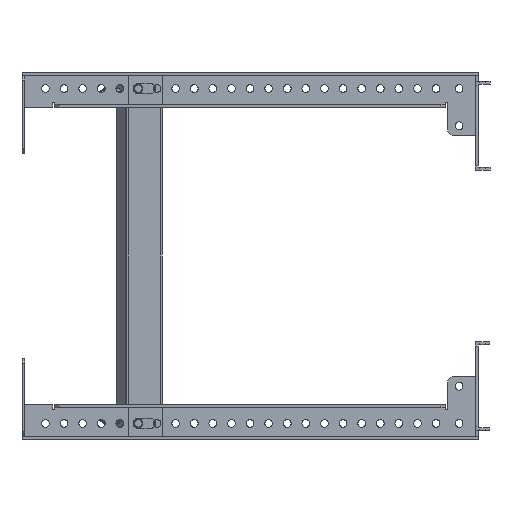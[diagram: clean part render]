
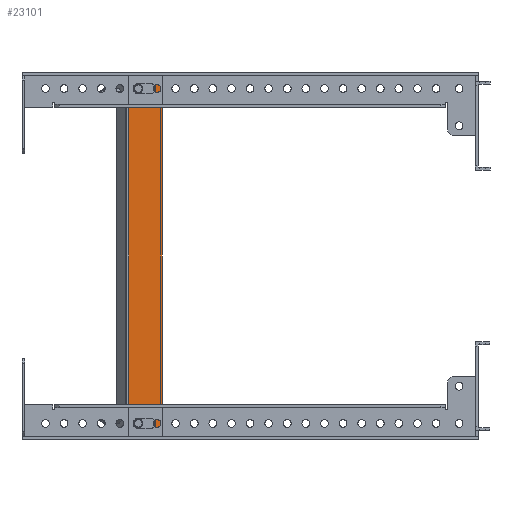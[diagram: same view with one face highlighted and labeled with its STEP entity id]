
A CAD part, front view. The second image highlights one B-rep face of the part: STEP entity #23101.
In plain terms, the highlighted planar face has unit normal (0, -1, 0).
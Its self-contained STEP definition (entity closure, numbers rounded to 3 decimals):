
#67 = CARTESIAN_POINT ( 'NONE',  ( 1120.27, -253.815, -109. ) ) ;
#230 = DIRECTION ( 'NONE',  ( 0., 1., 0. ) ) ;
#821 = CARTESIAN_POINT ( 'NONE',  ( 1112.27, -253.815, -109. ) ) ;
#878 = AXIS2_PLACEMENT_3D ( 'NONE', #28905, #23512, #15417 ) ;
#1103 = CARTESIAN_POINT ( 'NONE',  ( 1112.27, -253.815, 112.5 ) ) ;
#1171 = EDGE_CURVE ( 'NONE', #20648, #30360, #15161, .T. ) ;
#1317 = VECTOR ( 'NONE', #26704, 1000. ) ;
#1770 = CARTESIAN_POINT ( 'NONE',  ( 1105.77, -253.815, 122.5 ) ) ;
#1781 = EDGE_LOOP ( 'NONE', ( #15286, #23674, #16813, #11159, #23315 ) ) ;
#2152 = EDGE_CURVE ( 'NONE', #19520, #20019, #7509, .T. ) ;
#2206 = DIRECTION ( 'NONE',  ( -1., 0., 0. ) ) ;
#2242 = FACE_OUTER_BOUND ( 'NONE', #6726, .T. ) ;
#2681 = DIRECTION ( 'NONE',  ( 1., 0., 0. ) ) ;
#2685 = EDGE_CURVE ( 'NONE', #7202, #9050, #20086, .T. ) ;
#2753 = PLANE ( 'NONE',  #21938 ) ;
#4675 = VERTEX_POINT ( 'NONE', #67 ) ;
#4703 = ORIENTED_EDGE ( 'NONE', *, *, #30960, .T. ) ;
#5075 = LINE ( 'NONE', #18149, #7556 ) ;
#5227 = CARTESIAN_POINT ( 'NONE',  ( 1128.272, -253.815, -125.859 ) ) ;
#5385 = EDGE_CURVE ( 'NONE', #27517, #11421, #5075, .T. ) ;
#5389 = CARTESIAN_POINT ( 'NONE',  ( 1105.77, -253.815, -122.5 ) ) ;
#5391 = DIRECTION ( 'NONE',  ( -1., 0., 0. ) ) ;
#5861 = CARTESIAN_POINT ( 'NONE',  ( 1120.27, -253.815, 116. ) ) ;
#6239 = AXIS2_PLACEMENT_3D ( 'NONE', #23203, #20599, #6862 ) ;
#6726 = EDGE_LOOP ( 'NONE', ( #30635, #33335, #8855, #23267 ) ) ;
#6769 = ORIENTED_EDGE ( 'NONE', *, *, #8260, .T. ) ;
#6862 = DIRECTION ( 'NONE',  ( -1., 0., 0. ) ) ;
#7094 = VERTEX_POINT ( 'NONE', #29706 ) ;
#7157 = EDGE_LOOP ( 'NONE', ( #11111, #20380, #6769, #8907, #4703 ) ) ;
#7202 = VERTEX_POINT ( 'NONE', #30535 ) ;
#7388 = EDGE_CURVE ( 'NONE', #20019, #4675, #33593, .T. ) ;
#7509 = LINE ( 'NONE', #7679, #21365 ) ;
#7524 = VECTOR ( 'NONE', #7812, 1000. ) ;
#7556 = VECTOR ( 'NONE', #15055, 1000. ) ;
#7569 = FACE_BOUND ( 'NONE', #1781, .T. ) ;
#7679 = CARTESIAN_POINT ( 'NONE',  ( 1112.27, -253.815, -116. ) ) ;
#7812 = DIRECTION ( 'NONE',  ( 0., 0., 1. ) ) ;
#8167 = CARTESIAN_POINT ( 'NONE',  ( 1108.77, -253.815, -112.5 ) ) ;
#8260 = EDGE_CURVE ( 'NONE', #9050, #12084, #33762, .T. ) ;
#8855 = ORIENTED_EDGE ( 'NONE', *, *, #5385, .F. ) ;
#8907 = ORIENTED_EDGE ( 'NONE', *, *, #27612, .T. ) ;
#9050 = VERTEX_POINT ( 'NONE', #11662 ) ;
#9173 = DIRECTION ( 'NONE',  ( -1., 0., 0. ) ) ;
#9947 = DIRECTION ( 'NONE',  ( 0., -1., 0. ) ) ;
#9966 = CARTESIAN_POINT ( 'NONE',  ( 1150.737, -253.815, 0. ) ) ;
#10265 = DIRECTION ( 'NONE',  ( 0., 1., 0. ) ) ;
#10685 = CARTESIAN_POINT ( 'NONE',  ( 1105.77, -253.815, 122.5 ) ) ;
#11111 = ORIENTED_EDGE ( 'NONE', *, *, #12782, .T. ) ;
#11159 = ORIENTED_EDGE ( 'NONE', *, *, #26779, .F. ) ;
#11421 = VERTEX_POINT ( 'NONE', #5389 ) ;
#11662 = CARTESIAN_POINT ( 'NONE',  ( 1112.27, -253.815, 116. ) ) ;
#12084 = VERTEX_POINT ( 'NONE', #5861 ) ;
#12659 = CARTESIAN_POINT ( 'NONE',  ( 1112.27, -253.815, 116. ) ) ;
#12782 = EDGE_CURVE ( 'NONE', #7094, #7202, #20279, .T. ) ;
#13257 = DIRECTION ( 'NONE',  ( 1., 0., 0. ) ) ;
#14337 = AXIS2_PLACEMENT_3D ( 'NONE', #21129, #9947, #17857 ) ;
#14445 = DIRECTION ( 'NONE',  ( -1., 0., 0. ) ) ;
#14624 = VERTEX_POINT ( 'NONE', #14954 ) ;
#14954 = CARTESIAN_POINT ( 'NONE',  ( 1120.27, -253.815, 109. ) ) ;
#15055 = DIRECTION ( 'NONE',  ( -1., 0., 0. ) ) ;
#15161 = LINE ( 'NONE', #1770, #18000 ) ;
#15286 = ORIENTED_EDGE ( 'NONE', *, *, #2152, .F. ) ;
#15417 = DIRECTION ( 'NONE',  ( -1., 0., 0. ) ) ;
#16092 = AXIS2_PLACEMENT_3D ( 'NONE', #24178, #230, #5391 ) ;
#16489 = DIRECTION ( 'NONE',  ( -1., 0., 0. ) ) ;
#16514 = LINE ( 'NONE', #32425, #1317 ) ;
#16813 = ORIENTED_EDGE ( 'NONE', *, *, #19595, .F. ) ;
#17857 = DIRECTION ( 'NONE',  ( -1., 0., 0. ) ) ;
#18000 = VECTOR ( 'NONE', #28669, 1000. ) ;
#18062 = FACE_BOUND ( 'NONE', #7157, .T. ) ;
#18149 = CARTESIAN_POINT ( 'NONE',  ( 1150.113, -253.815, -122.5 ) ) ;
#18608 = CARTESIAN_POINT ( 'NONE',  ( 1128.272, -253.815, 122.5 ) ) ;
#19520 = VERTEX_POINT ( 'NONE', #25972 ) ;
#19595 = EDGE_CURVE ( 'NONE', #22435, #24203, #26763, .T. ) ;
#20019 = VERTEX_POINT ( 'NONE', #28997 ) ;
#20086 = CIRCLE ( 'NONE', #21737, 3.5 ) ;
#20279 = CIRCLE ( 'NONE', #26917, 3.5 ) ;
#20380 = ORIENTED_EDGE ( 'NONE', *, *, #2685, .T. ) ;
#20599 = DIRECTION ( 'NONE',  ( 0., -1., 0. ) ) ;
#20648 = VERTEX_POINT ( 'NONE', #10685 ) ;
#21129 = CARTESIAN_POINT ( 'NONE',  ( 1120.27, -253.815, -112.5 ) ) ;
#21242 = EDGE_CURVE ( 'NONE', #24203, #19520, #32710, .T. ) ;
#21365 = VECTOR ( 'NONE', #28585, 1000. ) ;
#21418 = VECTOR ( 'NONE', #2681, 1000. ) ;
#21706 = VECTOR ( 'NONE', #14445, 1000. ) ;
#21737 = AXIS2_PLACEMENT_3D ( 'NONE', #1103, #30089, #9173 ) ;
#21938 = AXIS2_PLACEMENT_3D ( 'NONE', #9966, #31578, #13257 ) ;
#22435 = VERTEX_POINT ( 'NONE', #24317 ) ;
#23101 = ADVANCED_FACE ( 'NONE', ( #2242, #7569, #18062 ), #2753, .F. ) ;
#23203 = CARTESIAN_POINT ( 'NONE',  ( 1112.27, -253.815, -112.5 ) ) ;
#23267 = ORIENTED_EDGE ( 'NONE', *, *, #33786, .T. ) ;
#23315 = ORIENTED_EDGE ( 'NONE', *, *, #7388, .F. ) ;
#23512 = DIRECTION ( 'NONE',  ( 0., -1., 0. ) ) ;
#23674 = ORIENTED_EDGE ( 'NONE', *, *, #21242, .F. ) ;
#24178 = CARTESIAN_POINT ( 'NONE',  ( 1120.27, -253.815, 112.5 ) ) ;
#24203 = VERTEX_POINT ( 'NONE', #8167 ) ;
#24317 = CARTESIAN_POINT ( 'NONE',  ( 1112.27, -253.815, -109. ) ) ;
#24364 = CIRCLE ( 'NONE', #16092, 3.5 ) ;
#25953 = LINE ( 'NONE', #5227, #7524 ) ;
#25972 = CARTESIAN_POINT ( 'NONE',  ( 1112.27, -253.815, -116. ) ) ;
#26519 = CARTESIAN_POINT ( 'NONE',  ( 1112.27, -253.815, 112.5 ) ) ;
#26523 = LINE ( 'NONE', #821, #28720 ) ;
#26704 = DIRECTION ( 'NONE',  ( 0., 0., 1. ) ) ;
#26763 = CIRCLE ( 'NONE', #878, 3.5 ) ;
#26779 = EDGE_CURVE ( 'NONE', #4675, #22435, #26523, .T. ) ;
#26917 = AXIS2_PLACEMENT_3D ( 'NONE', #26519, #10265, #2206 ) ;
#27517 = VERTEX_POINT ( 'NONE', #33562 ) ;
#27612 = EDGE_CURVE ( 'NONE', #12084, #14624, #24364, .T. ) ;
#28585 = DIRECTION ( 'NONE',  ( 1., 0., 0. ) ) ;
#28669 = DIRECTION ( 'NONE',  ( 1., 0., 0. ) ) ;
#28720 = VECTOR ( 'NONE', #16489, 1000. ) ;
#28905 = CARTESIAN_POINT ( 'NONE',  ( 1112.27, -253.815, -112.5 ) ) ;
#28997 = CARTESIAN_POINT ( 'NONE',  ( 1120.27, -253.815, -116. ) ) ;
#29706 = CARTESIAN_POINT ( 'NONE',  ( 1112.27, -253.815, 109. ) ) ;
#29763 = EDGE_CURVE ( 'NONE', #11421, #20648, #16514, .T. ) ;
#30089 = DIRECTION ( 'NONE',  ( 0., 1., 0. ) ) ;
#30360 = VERTEX_POINT ( 'NONE', #18608 ) ;
#30513 = LINE ( 'NONE', #30867, #21706 ) ;
#30535 = CARTESIAN_POINT ( 'NONE',  ( 1108.77, -253.815, 112.5 ) ) ;
#30635 = ORIENTED_EDGE ( 'NONE', *, *, #1171, .F. ) ;
#30867 = CARTESIAN_POINT ( 'NONE',  ( 1112.27, -253.815, 109. ) ) ;
#30960 = EDGE_CURVE ( 'NONE', #14624, #7094, #30513, .T. ) ;
#31578 = DIRECTION ( 'NONE',  ( 0., 1., 0. ) ) ;
#32425 = CARTESIAN_POINT ( 'NONE',  ( 1105.77, -253.815, -122.5 ) ) ;
#32710 = CIRCLE ( 'NONE', #6239, 3.5 ) ;
#33335 = ORIENTED_EDGE ( 'NONE', *, *, #29763, .F. ) ;
#33562 = CARTESIAN_POINT ( 'NONE',  ( 1128.272, -253.815, -122.5 ) ) ;
#33593 = CIRCLE ( 'NONE', #14337, 3.5 ) ;
#33762 = LINE ( 'NONE', #12659, #21418 ) ;
#33786 = EDGE_CURVE ( 'NONE', #27517, #30360, #25953, .T. ) ;
